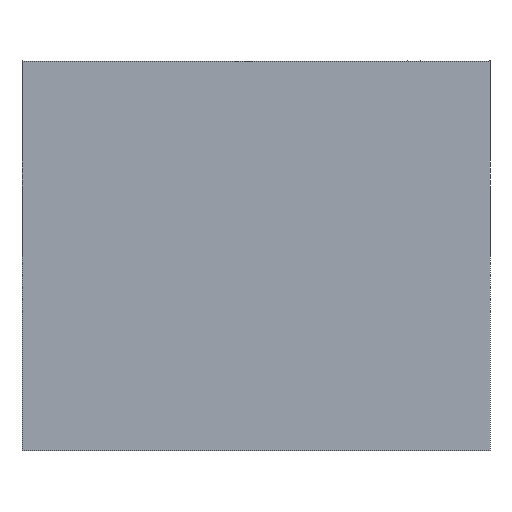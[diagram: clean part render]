
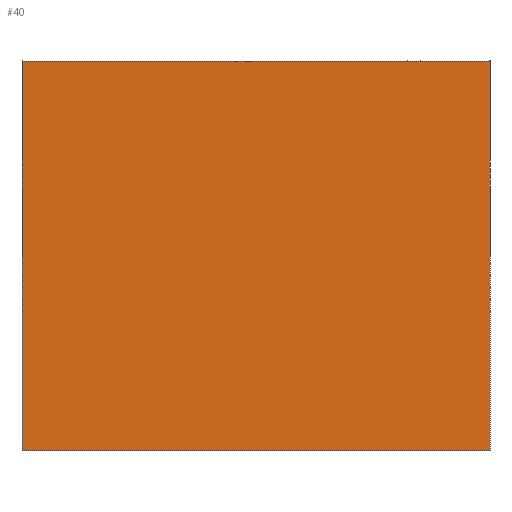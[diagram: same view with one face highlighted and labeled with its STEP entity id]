
A CAD part, left-side view. The second image highlights one B-rep face of the part: STEP entity #40.
In plain terms, the highlighted planar face has unit normal (-1, 0, 0).
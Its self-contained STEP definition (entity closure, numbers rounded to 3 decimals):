
#12 = CARTESIAN_POINT ( 'NONE',  ( -20., 0., 25. ) ) ;
#21 = AXIS2_PLACEMENT_3D ( 'NONE', #333, #181, #278 ) ;
#25 = VECTOR ( 'NONE', #338, 1000. ) ;
#39 = VERTEX_POINT ( 'NONE', #75 ) ;
#40 = ADVANCED_FACE ( 'NONE', ( #209 ), #306, .T. ) ;
#42 = VERTEX_POINT ( 'NONE', #253 ) ;
#58 = LINE ( 'NONE', #132, #281 ) ;
#62 = DIRECTION ( 'NONE',  ( 0., 0., -1. ) ) ;
#63 = CARTESIAN_POINT ( 'NONE',  ( -20., 0., 25. ) ) ;
#68 = VERTEX_POINT ( 'NONE', #269 ) ;
#74 = LINE ( 'NONE', #12, #119 ) ;
#75 = CARTESIAN_POINT ( 'NONE',  ( -20., 0., -25. ) ) ;
#96 = ORIENTED_EDGE ( 'NONE', *, *, #129, .T. ) ;
#119 = VECTOR ( 'NONE', #230, 1000. ) ;
#129 = EDGE_CURVE ( 'NONE', #203, #68, #58, .T. ) ;
#132 = CARTESIAN_POINT ( 'NONE',  ( -20., 60., 25. ) ) ;
#142 = ORIENTED_EDGE ( 'NONE', *, *, #223, .T. ) ;
#154 = EDGE_CURVE ( 'NONE', #39, #68, #198, .T. ) ;
#181 = DIRECTION ( 'NONE',  ( -1., 0., 0. ) ) ;
#198 = LINE ( 'NONE', #342, #25 ) ;
#201 = ORIENTED_EDGE ( 'NONE', *, *, #341, .F. ) ;
#203 = VERTEX_POINT ( 'NONE', #290 ) ;
#209 = FACE_OUTER_BOUND ( 'NONE', #270, .T. ) ;
#223 = EDGE_CURVE ( 'NONE', #42, #203, #258, .T. ) ;
#230 = DIRECTION ( 'NONE',  ( 0., 0., -1. ) ) ;
#253 = CARTESIAN_POINT ( 'NONE',  ( -20., 0., 25. ) ) ;
#258 = LINE ( 'NONE', #63, #312 ) ;
#269 = CARTESIAN_POINT ( 'NONE',  ( -20., 60., -25. ) ) ;
#270 = EDGE_LOOP ( 'NONE', ( #301, #201, #142, #96 ) ) ;
#278 = DIRECTION ( 'NONE',  ( 0., 0., 1. ) ) ;
#281 = VECTOR ( 'NONE', #62, 1000. ) ;
#290 = CARTESIAN_POINT ( 'NONE',  ( -20., 60., 25. ) ) ;
#291 = DIRECTION ( 'NONE',  ( 0., 1., 0. ) ) ;
#301 = ORIENTED_EDGE ( 'NONE', *, *, #154, .F. ) ;
#306 = PLANE ( 'NONE',  #21 ) ;
#312 = VECTOR ( 'NONE', #291, 1000. ) ;
#333 = CARTESIAN_POINT ( 'NONE',  ( -20., 0., 25. ) ) ;
#338 = DIRECTION ( 'NONE',  ( 0., 1., 0. ) ) ;
#341 = EDGE_CURVE ( 'NONE', #42, #39, #74, .T. ) ;
#342 = CARTESIAN_POINT ( 'NONE',  ( -20., 0., -25. ) ) ;
